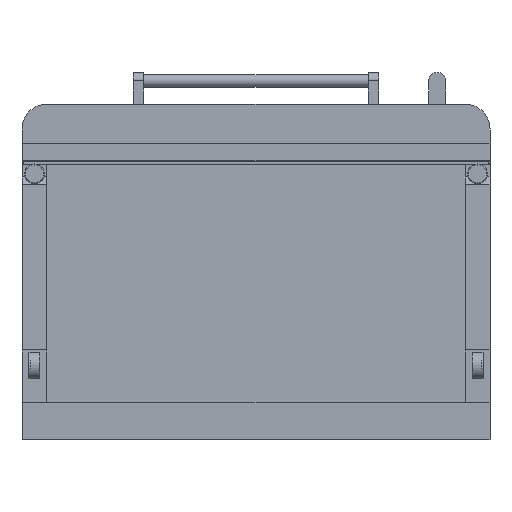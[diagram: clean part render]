
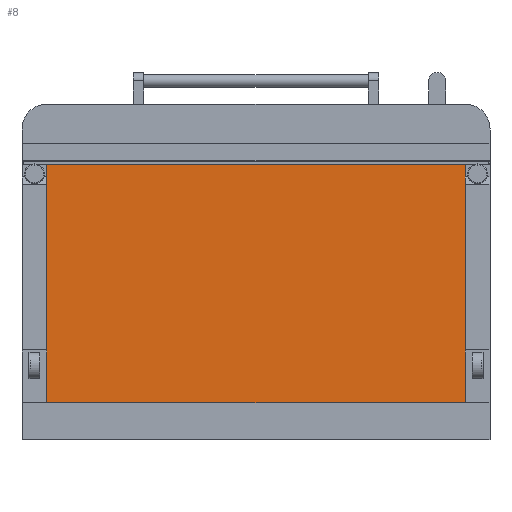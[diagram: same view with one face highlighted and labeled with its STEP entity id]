
A CAD part, front view. The second image highlights one B-rep face of the part: STEP entity #8.
In plain terms, the highlighted planar face has unit normal (0, -1, 0).
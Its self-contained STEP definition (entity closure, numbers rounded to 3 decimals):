
#8 = ADVANCED_FACE ( 'NONE', ( #1945 ), #18, .F. ) ;
#18 = PLANE ( 'NONE',  #2272 ) ;
#37 = VECTOR ( 'NONE', #1237, 1000. ) ;
#263 = CARTESIAN_POINT ( 'NONE',  ( -396., -928.35, -210.4 ) ) ;
#292 = ORIENTED_EDGE ( 'NONE', *, *, #3757, .F. ) ;
#325 = ORIENTED_EDGE ( 'NONE', *, *, #3893, .T. ) ;
#337 = CARTESIAN_POINT ( 'NONE',  ( 396., -928.35, -280. ) ) ;
#570 = CARTESIAN_POINT ( 'NONE',  ( 396., -928.35, -280. ) ) ;
#1018 = LINE ( 'NONE', #570, #37 ) ;
#1050 = VERTEX_POINT ( 'NONE', #3723 ) ;
#1058 = ORIENTED_EDGE ( 'NONE', *, *, #3963, .T. ) ;
#1225 = CARTESIAN_POINT ( 'NONE',  ( -396., -928.35, 240. ) ) ;
#1237 = DIRECTION ( 'NONE',  ( 0., 0., 1. ) ) ;
#1243 = VECTOR ( 'NONE', #4267, 1000. ) ;
#1326 = CARTESIAN_POINT ( 'NONE',  ( 396., -928.35, 240. ) ) ;
#1868 = VECTOR ( 'NONE', #2829, 1000. ) ;
#1945 = FACE_OUTER_BOUND ( 'NONE', #2056, .T. ) ;
#2006 = LINE ( 'NONE', #3550, #1243 ) ;
#2056 = EDGE_LOOP ( 'NONE', ( #292, #1058, #325, #3331 ) ) ;
#2272 = AXIS2_PLACEMENT_3D ( 'NONE', #337, #2656, #2980 ) ;
#2656 = DIRECTION ( 'NONE',  ( 0., 1., 0. ) ) ;
#2721 = LINE ( 'NONE', #3827, #1868 ) ;
#2829 = DIRECTION ( 'NONE',  ( 0., 0., 1. ) ) ;
#2928 = VECTOR ( 'NONE', #3954, 1000. ) ;
#2980 = DIRECTION ( 'NONE',  ( 0., 0., 1. ) ) ;
#3331 = ORIENTED_EDGE ( 'NONE', *, *, #3399, .F. ) ;
#3336 = VERTEX_POINT ( 'NONE', #1225 ) ;
#3351 = LINE ( 'NONE', #1326, #2928 ) ;
#3399 = EDGE_CURVE ( 'NONE', #3336, #4223, #3351, .T. ) ;
#3550 = CARTESIAN_POINT ( 'NONE',  ( 443., -928.35, -210.4 ) ) ;
#3723 = CARTESIAN_POINT ( 'NONE',  ( 396., -928.35, -210.4 ) ) ;
#3757 = EDGE_CURVE ( 'NONE', #3949, #3336, #2721, .T. ) ;
#3827 = CARTESIAN_POINT ( 'NONE',  ( -396., -928.35, -280. ) ) ;
#3893 = EDGE_CURVE ( 'NONE', #1050, #4223, #1018, .T. ) ;
#3949 = VERTEX_POINT ( 'NONE', #263 ) ;
#3954 = DIRECTION ( 'NONE',  ( 1., 0., 0. ) ) ;
#3963 = EDGE_CURVE ( 'NONE', #3949, #1050, #2006, .T. ) ;
#4099 = CARTESIAN_POINT ( 'NONE',  ( 396., -928.35, 240. ) ) ;
#4223 = VERTEX_POINT ( 'NONE', #4099 ) ;
#4267 = DIRECTION ( 'NONE',  ( 1., 0., 0. ) ) ;
